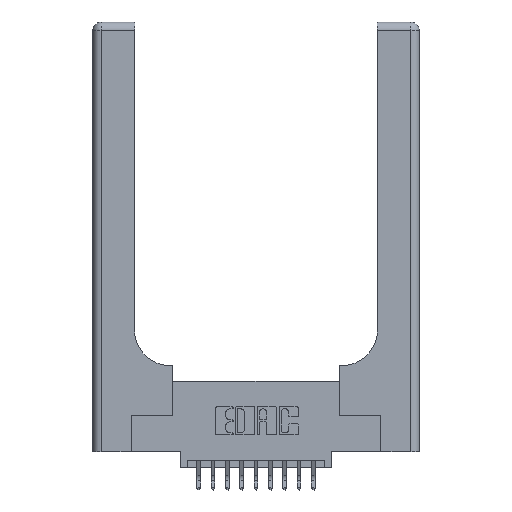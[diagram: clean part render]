
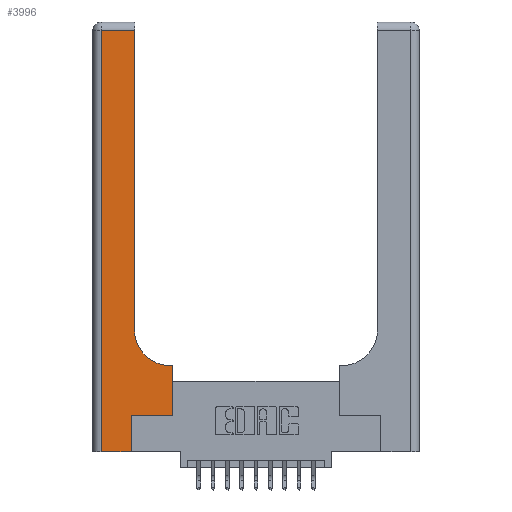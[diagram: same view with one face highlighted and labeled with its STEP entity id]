
A CAD part, top view. The second image highlights one B-rep face of the part: STEP entity #3996.
In plain terms, the highlighted planar face has unit normal (0, 0, 1).
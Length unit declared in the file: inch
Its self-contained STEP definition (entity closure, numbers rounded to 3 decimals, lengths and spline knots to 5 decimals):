
#251 = EDGE_CURVE ( 'NONE', #12098, #5289, #4324, .T. ) ;
#400 = VECTOR ( 'NONE', #12544, 39.37008 ) ;
#498 = EDGE_CURVE ( 'NONE', #1370, #9602, #3075, .T. ) ;
#703 = DIRECTION ( 'NONE',  ( 0., 0., -1. ) ) ;
#839 = LINE ( 'NONE', #7385, #400 ) ;
#895 = CARTESIAN_POINT ( 'NONE',  ( 0.5415, 0.6, 0.37 ) ) ;
#983 = VERTEX_POINT ( 'NONE', #11584 ) ;
#1289 = VECTOR ( 'NONE', #8374, 39.37008 ) ;
#1335 = VERTEX_POINT ( 'NONE', #6484 ) ;
#1370 = VERTEX_POINT ( 'NONE', #8310 ) ;
#1661 = ORIENTED_EDGE ( 'NONE', *, *, #251, .T. ) ;
#2123 = DIRECTION ( 'NONE',  ( 0., -1., 0. ) ) ;
#2227 = CARTESIAN_POINT ( 'NONE',  ( 0.5585, 0.25, 0.37 ) ) ;
#2780 = VERTEX_POINT ( 'NONE', #9715 ) ;
#3075 = LINE ( 'NONE', #14072, #11902 ) ;
#3335 = DIRECTION ( 'NONE',  ( 0., 1., 0. ) ) ;
#3382 = LINE ( 'NONE', #15148, #11595 ) ;
#3996 = ADVANCED_FACE ( 'NONE', ( #15953 ), #4624, .F. ) ;
#4053 = LINE ( 'NONE', #2227, #13710 ) ;
#4324 = CIRCLE ( 'NONE', #4688, 0.25 ) ;
#4544 = ORIENTED_EDGE ( 'NONE', *, *, #14915, .T. ) ;
#4560 = EDGE_CURVE ( 'NONE', #1335, #983, #3382, .T. ) ;
#4624 = PLANE ( 'NONE',  #15651 ) ;
#4688 = AXIS2_PLACEMENT_3D ( 'NONE', #6201, #4799, #6142 ) ;
#4799 = DIRECTION ( 'NONE',  ( 0., 0., -1. ) ) ;
#5289 = VERTEX_POINT ( 'NONE', #8215 ) ;
#5654 = DIRECTION ( 'NONE',  ( -1., 0., 0. ) ) ;
#6142 = DIRECTION ( 'NONE',  ( 1., 0., 0. ) ) ;
#6201 = CARTESIAN_POINT ( 'NONE',  ( 0.5415, 0.85, 0.37 ) ) ;
#6264 = VECTOR ( 'NONE', #3335, 39.37008 ) ;
#6484 = CARTESIAN_POINT ( 'NONE',  ( 0.269, 0., 0.37 ) ) ;
#7155 = CARTESIAN_POINT ( 'NONE',  ( 0.269, 0.25, 0.37 ) ) ;
#7330 = EDGE_LOOP ( 'NONE', ( #4544, #8927, #8390, #9572, #13118, #13120, #13900, #15124, #1661 ) ) ;
#7385 = CARTESIAN_POINT ( 'NONE',  ( 0., 0., 0.37 ) ) ;
#7645 = CARTESIAN_POINT ( 'NONE',  ( 0., 2.94, 0.37 ) ) ;
#7830 = EDGE_CURVE ( 'NONE', #15370, #12098, #11694, .T. ) ;
#7887 = EDGE_CURVE ( 'NONE', #9602, #1335, #839, .T. ) ;
#8215 = CARTESIAN_POINT ( 'NONE',  ( 0.2915, 0.85, 0.37 ) ) ;
#8308 = LINE ( 'NONE', #8566, #6264 ) ;
#8310 = CARTESIAN_POINT ( 'NONE',  ( 0.06, 2.94, 0.37 ) ) ;
#8374 = DIRECTION ( 'NONE',  ( 1., 0., 0. ) ) ;
#8390 = ORIENTED_EDGE ( 'NONE', *, *, #498, .T. ) ;
#8566 = CARTESIAN_POINT ( 'NONE',  ( 0.2915, 3., 0.37 ) ) ;
#8717 = DIRECTION ( 'NONE',  ( 0., 1., 0. ) ) ;
#8927 = ORIENTED_EDGE ( 'NONE', *, *, #9444, .T. ) ;
#9147 = VERTEX_POINT ( 'NONE', #16559 ) ;
#9317 = LINE ( 'NONE', #7155, #1289 ) ;
#9444 = EDGE_CURVE ( 'NONE', #2780, #1370, #14852, .T. ) ;
#9572 = ORIENTED_EDGE ( 'NONE', *, *, #7887, .T. ) ;
#9602 = VERTEX_POINT ( 'NONE', #13235 ) ;
#9715 = CARTESIAN_POINT ( 'NONE',  ( 0.2915, 2.94, 0.37 ) ) ;
#9878 = EDGE_CURVE ( 'NONE', #983, #9147, #9317, .T. ) ;
#10768 = CARTESIAN_POINT ( 'NONE',  ( 0.5585, 0.6, 0.37 ) ) ;
#11504 = VECTOR ( 'NONE', #5654, 39.37008 ) ;
#11584 = CARTESIAN_POINT ( 'NONE',  ( 0.269, 0.25, 0.37 ) ) ;
#11595 = VECTOR ( 'NONE', #8717, 39.37008 ) ;
#11694 = LINE ( 'NONE', #13676, #11504 ) ;
#11902 = VECTOR ( 'NONE', #2123, 39.37008 ) ;
#12098 = VERTEX_POINT ( 'NONE', #895 ) ;
#12544 = DIRECTION ( 'NONE',  ( 1., 0., 0. ) ) ;
#12738 = EDGE_CURVE ( 'NONE', #9147, #15370, #4053, .T. ) ;
#13118 = ORIENTED_EDGE ( 'NONE', *, *, #4560, .T. ) ;
#13120 = ORIENTED_EDGE ( 'NONE', *, *, #9878, .T. ) ;
#13235 = CARTESIAN_POINT ( 'NONE',  ( 0.06, 0., 0.37 ) ) ;
#13676 = CARTESIAN_POINT ( 'NONE',  ( 0.2915, 0.6, 0.37 ) ) ;
#13710 = VECTOR ( 'NONE', #15468, 39.37008 ) ;
#13751 = DIRECTION ( 'NONE',  ( -1., 0., 0. ) ) ;
#13900 = ORIENTED_EDGE ( 'NONE', *, *, #12738, .T. ) ;
#14072 = CARTESIAN_POINT ( 'NONE',  ( 0.06, 3., 0.37 ) ) ;
#14852 = LINE ( 'NONE', #7645, #15289 ) ;
#14915 = EDGE_CURVE ( 'NONE', #5289, #2780, #8308, .T. ) ;
#15124 = ORIENTED_EDGE ( 'NONE', *, *, #7830, .T. ) ;
#15148 = CARTESIAN_POINT ( 'NONE',  ( 0.269, 0., 0.37 ) ) ;
#15289 = VECTOR ( 'NONE', #17044, 39.37008 ) ;
#15370 = VERTEX_POINT ( 'NONE', #10768 ) ;
#15468 = DIRECTION ( 'NONE',  ( 0., 1., 0. ) ) ;
#15651 = AXIS2_PLACEMENT_3D ( 'NONE', #16270, #703, #13751 ) ;
#15953 = FACE_OUTER_BOUND ( 'NONE', #7330, .T. ) ;
#16270 = CARTESIAN_POINT ( 'NONE',  ( 0., 3., 0.37 ) ) ;
#16559 = CARTESIAN_POINT ( 'NONE',  ( 0.5585, 0.25, 0.37 ) ) ;
#17044 = DIRECTION ( 'NONE',  ( -1., 0., 0. ) ) ;
